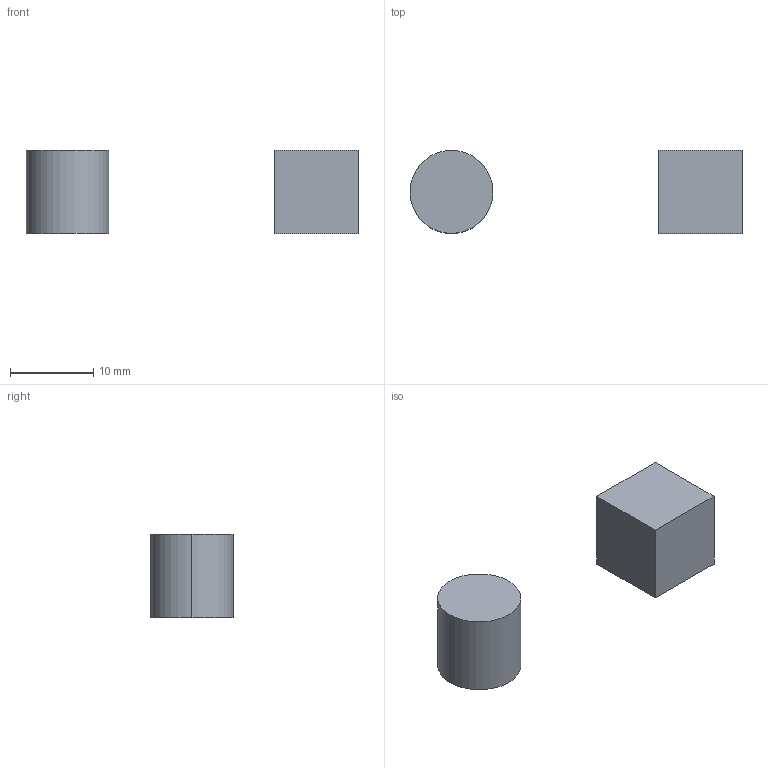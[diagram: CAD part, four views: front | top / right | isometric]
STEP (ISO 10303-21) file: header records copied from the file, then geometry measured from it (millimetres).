
FILE_DESCRIPTION(('STEP AP214'),'1');
FILE_NAME('cylcube.stp','2015-06-30T18:22:53',(' '),(' '),'Spatial InterOp 3D',' ',' ');
FILE_SCHEMA(('automotive_design'));
Length unit declared in the file: millimetre
Products named in the file (2): 1; 2
Bounding box: 40 x 10 x 10 mm (x, y, z)
Volume: 1785.4 mm3; surface area: 1071.2 mm2
Topology: 2 solids, 2 shells, 10 faces, 18 edges, 12 vertices
Faces by surface type: plane 8, cylinder 2
Entity records: 276 total; most frequent: DIRECTION 46, CARTESIAN_POINT 42, ORIENTED_EDGE 36, EDGE_CURVE 18, AXIS2_PLACEMENT_3D 16, LINE 14, VECTOR 14, VERTEX_POINT 12
